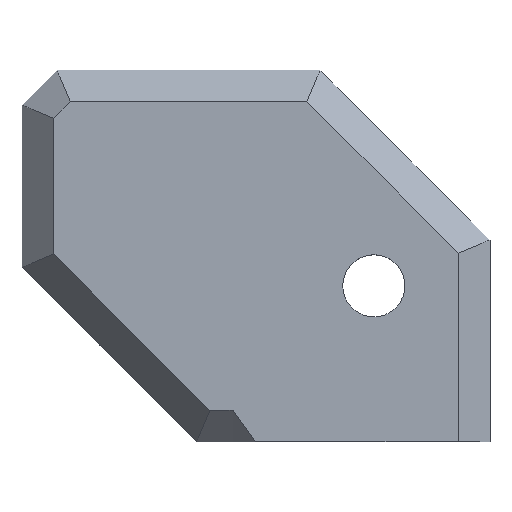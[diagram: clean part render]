
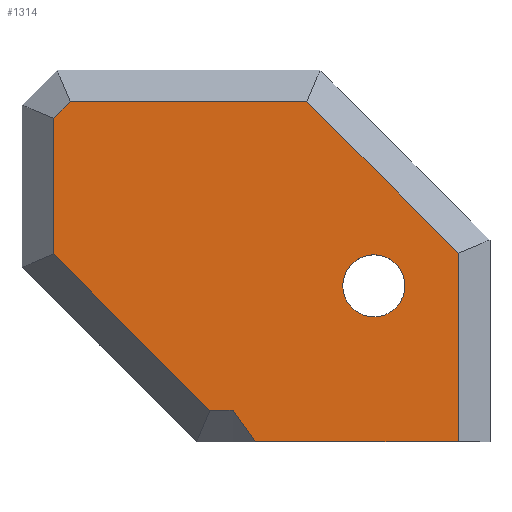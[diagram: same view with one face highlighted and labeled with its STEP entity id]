
A CAD part, top view. The second image highlights one B-rep face of the part: STEP entity #1314.
In plain terms, the highlighted planar face has unit normal (0, 0, 1).
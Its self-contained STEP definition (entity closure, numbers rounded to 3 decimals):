
#20=FACE_BOUND('',#184,.T.);
#39=CIRCLE('',#1430,2.65);
#103=FACE_OUTER_BOUND('',#183,.T.);
#183=EDGE_LOOP('',(#1046,#1047,#1048,#1049,#1050,#1051,#1052,#1053,#1054,
#1055));
#184=EDGE_LOOP('',(#1056));
#293=LINE('',#2019,#454);
#296=LINE('',#2024,#457);
#297=LINE('',#2027,#458);
#309=LINE('',#2050,#470);
#311=LINE('',#2054,#472);
#314=LINE('',#2060,#475);
#319=LINE('',#2069,#480);
#322=LINE('',#2075,#483);
#323=LINE('',#2078,#484);
#327=LINE('',#2084,#488);
#454=VECTOR('',#1651,10.);
#457=VECTOR('',#1656,10.);
#458=VECTOR('',#1659,10.);
#470=VECTOR('',#1673,10.);
#472=VECTOR('',#1677,10.);
#475=VECTOR('',#1682,10.);
#480=VECTOR('',#1689,10.);
#483=VECTOR('',#1694,10.);
#484=VECTOR('',#1697,10.);
#488=VECTOR('',#1703,10.);
#605=VERTEX_POINT('',#2016);
#606=VERTEX_POINT('',#2018);
#607=VERTEX_POINT('',#2022);
#608=VERTEX_POINT('',#2026);
#618=VERTEX_POINT('',#2048);
#619=VERTEX_POINT('',#2053);
#621=VERTEX_POINT('',#2059);
#624=VERTEX_POINT('',#2067);
#626=VERTEX_POINT('',#2073);
#627=VERTEX_POINT('',#2077);
#630=VERTEX_POINT('',#2090);
#746=EDGE_CURVE('',#605,#606,#293,.T.);
#749=EDGE_CURVE('',#605,#607,#296,.T.);
#750=EDGE_CURVE('',#608,#606,#297,.T.);
#762=EDGE_CURVE('',#607,#618,#309,.T.);
#764=EDGE_CURVE('',#608,#619,#311,.T.);
#767=EDGE_CURVE('',#621,#618,#314,.T.);
#772=EDGE_CURVE('',#624,#621,#319,.T.);
#775=EDGE_CURVE('',#626,#624,#322,.T.);
#776=EDGE_CURVE('',#619,#627,#323,.T.);
#780=EDGE_CURVE('',#627,#626,#327,.T.);
#783=EDGE_CURVE('',#630,#630,#39,.T.);
#1046=ORIENTED_EDGE('',*,*,#749,.T.);
#1047=ORIENTED_EDGE('',*,*,#762,.T.);
#1048=ORIENTED_EDGE('',*,*,#767,.F.);
#1049=ORIENTED_EDGE('',*,*,#772,.F.);
#1050=ORIENTED_EDGE('',*,*,#775,.F.);
#1051=ORIENTED_EDGE('',*,*,#780,.F.);
#1052=ORIENTED_EDGE('',*,*,#776,.F.);
#1053=ORIENTED_EDGE('',*,*,#764,.F.);
#1054=ORIENTED_EDGE('',*,*,#750,.T.);
#1055=ORIENTED_EDGE('',*,*,#746,.F.);
#1056=ORIENTED_EDGE('',*,*,#783,.T.);
#1236=PLANE('',#1429);
#1314=ADVANCED_FACE('',(#103,#20),#1236,.T.);
#1429=AXIS2_PLACEMENT_3D('',#2089,#1708,#1709);
#1430=AXIS2_PLACEMENT_3D('',#2091,#1710,#1711);
#1651=DIRECTION('',(-0.577,0.816,0.));
#1656=DIRECTION('',(0.,-1.,0.));
#1659=DIRECTION('',(1.,0.,0.));
#1673=DIRECTION('',(1.,0.,0.));
#1677=DIRECTION('',(-0.707,0.707,0.));
#1682=DIRECTION('',(0.,-1.,0.));
#1689=DIRECTION('',(0.707,-0.707,0.));
#1694=DIRECTION('',(1.,0.,0.));
#1697=DIRECTION('',(0.,1.,0.));
#1703=DIRECTION('',(0.707,0.707,0.));
#1708=DIRECTION('center_axis',(0.,0.,1.));
#1709=DIRECTION('ref_axis',(1.,0.,0.));
#1710=DIRECTION('center_axis',(0.,0.,-1.));
#1711=DIRECTION('ref_axis',(1.,0.,0.));
#2016=CARTESIAN_POINT('',(13.9,-24.8,0.));
#2018=CARTESIAN_POINT('',(11.991,-22.1,0.));
#2019=CARTESIAN_POINT('',(9.695,-18.853,0.));
#2022=CARTESIAN_POINT('',(13.9,-24.8,0.));
#2024=CARTESIAN_POINT('',(13.9,-16.2,0.));
#2026=CARTESIAN_POINT('',(10.018,-22.1,0.));
#2027=CARTESIAN_POINT('',(13.925,-22.1,0.));
#2048=CARTESIAN_POINT('',(31.2,-24.8,0.));
#2050=CARTESIAN_POINT('',(8.9,-24.8,0.));
#2053=CARTESIAN_POINT('',(-3.3,-8.782,0.));
#2054=CARTESIAN_POINT('',(8.109,-20.191,0.));
#2059=CARTESIAN_POINT('',(31.2,-8.718,0.));
#2060=CARTESIAN_POINT('',(31.2,-8.275,0.));
#2067=CARTESIAN_POINT('',(18.282,4.2,0.));
#2069=CARTESIAN_POINT('',(20.091,2.391,0.));
#2073=CARTESIAN_POINT('',(-1.882,4.2,0.));
#2075=CARTESIAN_POINT('',(3.975,4.2,0.));
#2077=CARTESIAN_POINT('',(-3.3,2.782,0.));
#2078=CARTESIAN_POINT('',(-3.3,-9.425,0.));
#2084=CARTESIAN_POINT('',(-1.566,4.516,0.));
#2089=CARTESIAN_POINT('Origin',(13.95,-8.95,0.));
#2090=CARTESIAN_POINT('',(21.35,-11.5,0.));
#2091=CARTESIAN_POINT('Origin',(24.,-11.5,0.));
